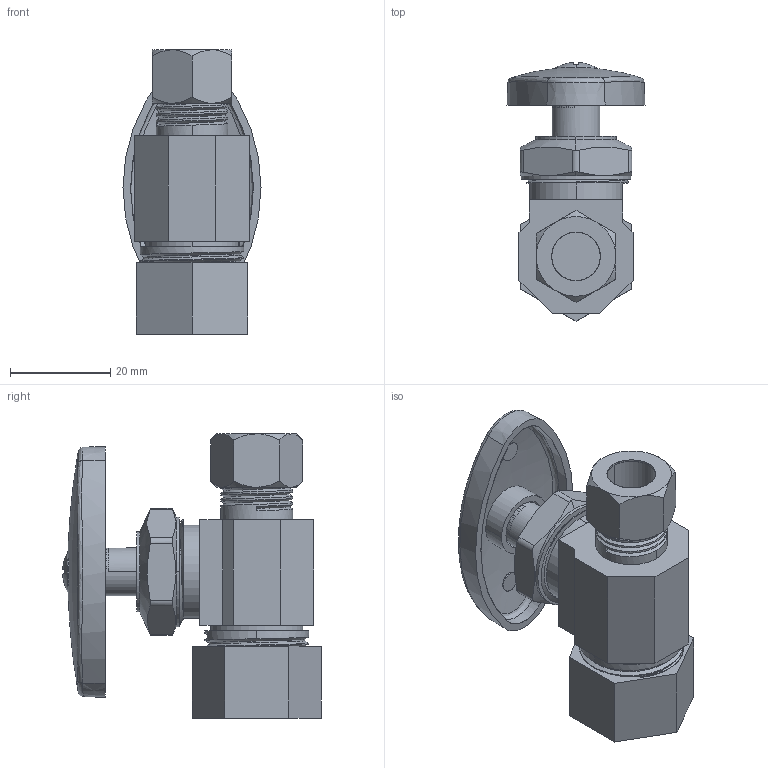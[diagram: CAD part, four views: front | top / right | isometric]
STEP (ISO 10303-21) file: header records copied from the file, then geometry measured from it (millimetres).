
FILE_DESCRIPTION((''),'2;1');
FILE_NAME('412','2021-06-15T18:06:00',('NSantos'),(''),'CREO PARAMETRIC BY PTC INC, 2018500','CREO PARAMETRIC BY PTC INC, 2018500','');
FILE_SCHEMA(('CONFIG_CONTROL_DESIGN'));
Length unit declared in the file: inch
Products named in the file (1): 412
Bounding box: 27.51 x 51.46 x 56.65 mm (x, y, z)
Volume: 22638.5 mm3; surface area: 18525.7 mm2
Topology: 1 solids, 12 shells, 480 faces, 1247 edges, 798 vertices
Faces by surface type: plane 189, cylinder 152, bspline 67, cone 59, torus 7, sphere 6
Entity records: 25391 total; most frequent: CARTESIAN_POINT 14577, ORIENTED_EDGE 2439, DIRECTION 1904, EDGE_CURVE 1237, VERTEX_POINT 799, AXIS2_PLACEMENT_3D 736, EDGE_LOOP 508, B_SPLINE_CURVE_WITH_KNOTS 483
